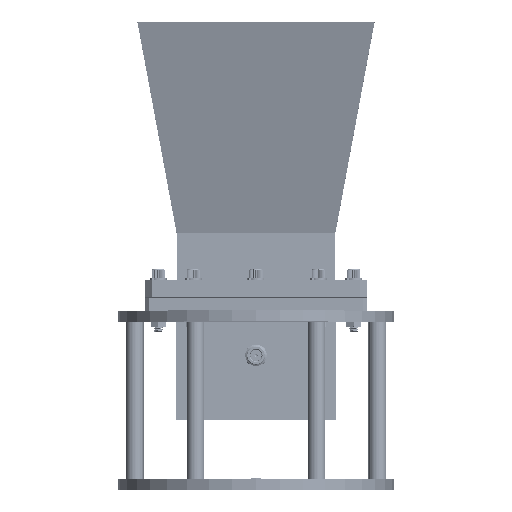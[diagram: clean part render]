
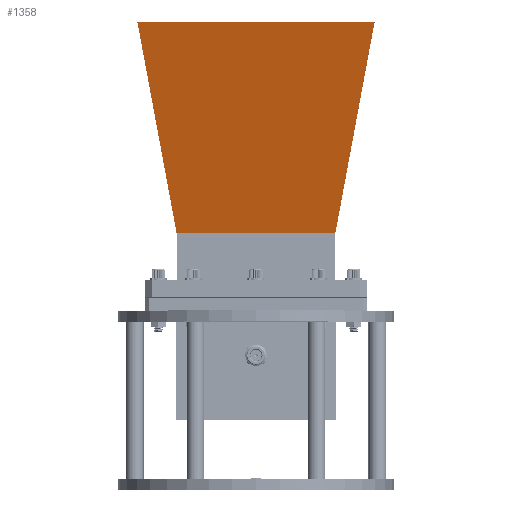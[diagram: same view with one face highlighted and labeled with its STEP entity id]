
A CAD part, top view. The second image highlights one B-rep face of the part: STEP entity #1358.
In plain terms, the highlighted face is planar.
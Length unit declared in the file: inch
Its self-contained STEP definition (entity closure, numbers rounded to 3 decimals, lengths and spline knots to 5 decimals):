
#12 = VERTEX_POINT ( 'NONE', #25032 ) ;
#1358 = ADVANCED_FACE ( 'NONE', ( #20829 ), #5507, .T. ) ;
#1761 = LINE ( 'NONE', #20259, #6496 ) ;
#3201 = EDGE_LOOP ( 'NONE', ( #7673, #7797, #26392, #10014, #33530, #28065 ) ) ;
#4819 = EDGE_CURVE ( 'NONE', #26678, #31331, #36881, .T. ) ;
#5507 = PLANE ( 'NONE',  #31989 ) ;
#6496 = VECTOR ( 'NONE', #29361, 39.37008 ) ;
#6643 = DIRECTION ( 'NONE',  ( 0., -1., 0. ) ) ;
#6947 = CARTESIAN_POINT ( 'NONE',  ( -2.74495, -3.38813, 7.9885 ) ) ;
#7673 = ORIENTED_EDGE ( 'NONE', *, *, #22158, .F. ) ;
#7797 = ORIENTED_EDGE ( 'NONE', *, *, #38472, .F. ) ;
#7954 = EDGE_CURVE ( 'NONE', #31331, #12, #25027, .T. ) ;
#8369 = CARTESIAN_POINT ( 'NONE',  ( -1.19311, -2.26811, 1.95356 ) ) ;
#8600 = DIRECTION ( 'NONE',  ( -0.245, 0.177, 0.953 ) ) ;
#9997 = CARTESIAN_POINT ( 'NONE',  ( -1.19416, 2.26811, 1.95763 ) ) ;
#10014 = ORIENTED_EDGE ( 'NONE', *, *, #4819, .T. ) ;
#10143 = VERTEX_POINT ( 'NONE', #6947 ) ;
#11458 = CARTESIAN_POINT ( 'NONE',  ( -1.19416, -2.26811, 1.95763 ) ) ;
#11634 = VECTOR ( 'NONE', #32810, 39.37008 ) ;
#12487 = CARTESIAN_POINT ( 'NONE',  ( -2.74495, 0., 7.9885 ) ) ;
#13106 = DIRECTION ( 'NONE',  ( 0., -1., 0. ) ) ;
#16665 = EDGE_CURVE ( 'NONE', #26678, #26644, #18493, .T. ) ;
#18019 = DIRECTION ( 'NONE',  ( -0.249, 0., 0.968 ) ) ;
#18493 = LINE ( 'NONE', #36262, #19120 ) ;
#19120 = VECTOR ( 'NONE', #8600, 39.37008 ) ;
#19315 = DIRECTION ( 'NONE',  ( 0.249, 0., -0.968 ) ) ;
#20259 = CARTESIAN_POINT ( 'NONE',  ( -2.74495, -3.38813, 7.9885 ) ) ;
#20829 = FACE_OUTER_BOUND ( 'NONE', #3201, .T. ) ;
#21782 = VECTOR ( 'NONE', #19315, 39.37008 ) ;
#22158 = EDGE_CURVE ( 'NONE', #10143, #30935, #1761, .T. ) ;
#22305 = EDGE_CURVE ( 'NONE', #12, #30935, #30161, .T. ) ;
#25027 = LINE ( 'NONE', #25618, #32590 ) ;
#25032 = CARTESIAN_POINT ( 'NONE',  ( -1.19311, -2.26811, 1.95356 ) ) ;
#25618 = CARTESIAN_POINT ( 'NONE',  ( -1.19311, 0., 1.95356 ) ) ;
#26392 = ORIENTED_EDGE ( 'NONE', *, *, #16665, .F. ) ;
#26500 = DIRECTION ( 'NONE',  ( -0.968, 0., -0.249 ) ) ;
#26644 = VERTEX_POINT ( 'NONE', #28208 ) ;
#26678 = VERTEX_POINT ( 'NONE', #9997 ) ;
#28065 = ORIENTED_EDGE ( 'NONE', *, *, #22305, .T. ) ;
#28208 = CARTESIAN_POINT ( 'NONE',  ( -2.74495, 3.38813, 7.9885 ) ) ;
#29003 = VECTOR ( 'NONE', #6643, 39.37008 ) ;
#29361 = DIRECTION ( 'NONE',  ( 0.245, 0.177, -0.953 ) ) ;
#29721 = CARTESIAN_POINT ( 'NONE',  ( -1.96339, 0., 4.94909 ) ) ;
#30161 = LINE ( 'NONE', #8369, #11634 ) ;
#30935 = VERTEX_POINT ( 'NONE', #11458 ) ;
#31045 = CARTESIAN_POINT ( 'NONE',  ( -1.96339, 2.26811, 4.94909 ) ) ;
#31331 = VERTEX_POINT ( 'NONE', #37984 ) ;
#31989 = AXIS2_PLACEMENT_3D ( 'NONE', #29721, #26500, #18019 ) ;
#32590 = VECTOR ( 'NONE', #13106, 39.37008 ) ;
#32810 = DIRECTION ( 'NONE',  ( -0.249, 0., 0.968 ) ) ;
#33530 = ORIENTED_EDGE ( 'NONE', *, *, #7954, .T. ) ;
#34301 = LINE ( 'NONE', #12487, #29003 ) ;
#36262 = CARTESIAN_POINT ( 'NONE',  ( -1.19416, 2.26811, 1.95763 ) ) ;
#36881 = LINE ( 'NONE', #31045, #21782 ) ;
#37984 = CARTESIAN_POINT ( 'NONE',  ( -1.19311, 2.26811, 1.95356 ) ) ;
#38472 = EDGE_CURVE ( 'NONE', #26644, #10143, #34301, .T. ) ;
